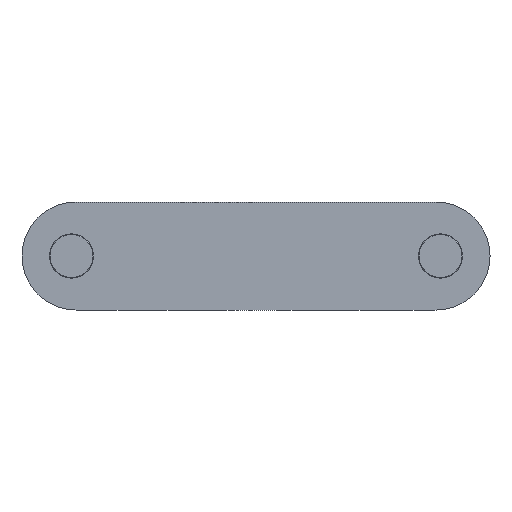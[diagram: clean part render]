
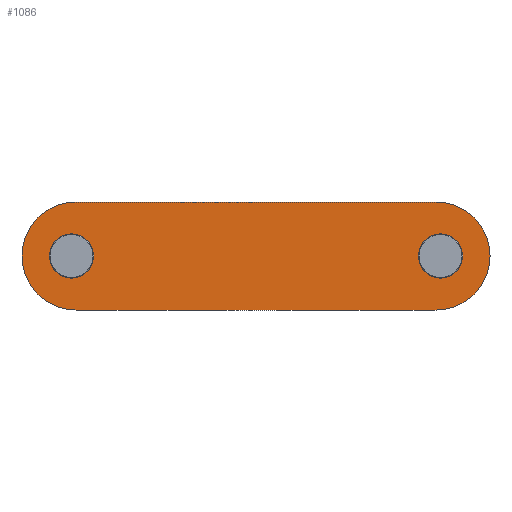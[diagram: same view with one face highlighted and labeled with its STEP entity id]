
A CAD part, front view. The second image highlights one B-rep face of the part: STEP entity #1086.
In plain terms, the highlighted planar face has unit normal (0, -1, 0).
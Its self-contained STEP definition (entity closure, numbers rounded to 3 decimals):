
#58=FACE_BOUND('',#208,.T.);
#59=FACE_BOUND('',#209,.T.);
#88=PLANE('',#1227);
#141=FACE_OUTER_BOUND('',#207,.T.);
#207=EDGE_LOOP('',(#932,#933,#934,#935));
#208=EDGE_LOOP('',(#936,#937));
#209=EDGE_LOOP('',(#938,#939));
#265=LINE('',#1866,#327);
#274=LINE('',#1884,#336);
#327=VECTOR('',#1502,10.);
#336=VECTOR('',#1517,10.);
#382=CIRCLE('',#1188,2.459);
#383=CIRCLE('',#1189,2.459);
#384=CIRCLE('',#1191,2.459);
#385=CIRCLE('',#1192,2.459);
#402=CIRCLE('',#1221,6.);
#404=CIRCLE('',#1226,6.);
#472=VERTEX_POINT('',#1761);
#473=VERTEX_POINT('',#1762);
#474=VERTEX_POINT('',#1767);
#475=VERTEX_POINT('',#1768);
#504=VERTEX_POINT('',#1863);
#505=VERTEX_POINT('',#1865);
#508=VERTEX_POINT('',#1874);
#511=VERTEX_POINT('',#1883);
#602=EDGE_CURVE('',#472,#473,#382,.T.);
#603=EDGE_CURVE('',#473,#472,#383,.T.);
#605=EDGE_CURVE('',#474,#475,#384,.T.);
#606=EDGE_CURVE('',#475,#474,#385,.T.);
#645=EDGE_CURVE('',#505,#504,#265,.T.);
#650=EDGE_CURVE('',#505,#508,#402,.T.);
#655=EDGE_CURVE('',#511,#508,#274,.T.);
#658=EDGE_CURVE('',#511,#504,#404,.T.);
#932=ORIENTED_EDGE('',*,*,#650,.F.);
#933=ORIENTED_EDGE('',*,*,#645,.T.);
#934=ORIENTED_EDGE('',*,*,#658,.F.);
#935=ORIENTED_EDGE('',*,*,#655,.T.);
#936=ORIENTED_EDGE('',*,*,#602,.T.);
#937=ORIENTED_EDGE('',*,*,#603,.T.);
#938=ORIENTED_EDGE('',*,*,#605,.T.);
#939=ORIENTED_EDGE('',*,*,#606,.T.);
#1086=ADVANCED_FACE('',(#141,#58,#59),#88,.T.);
#1188=AXIS2_PLACEMENT_3D('',#1763,#1423,#1424);
#1189=AXIS2_PLACEMENT_3D('',#1764,#1425,#1426);
#1191=AXIS2_PLACEMENT_3D('',#1769,#1430,#1431);
#1192=AXIS2_PLACEMENT_3D('',#1770,#1432,#1433);
#1221=AXIS2_PLACEMENT_3D('',#1875,#1509,#1510);
#1226=AXIS2_PLACEMENT_3D('',#1889,#1525,#1526);
#1227=AXIS2_PLACEMENT_3D('',#1890,#1527,#1528);
#1423=DIRECTION('center_axis',(0.,1.,0.));
#1424=DIRECTION('ref_axis',(1.,0.,0.));
#1425=DIRECTION('center_axis',(0.,1.,0.));
#1426=DIRECTION('ref_axis',(1.,0.,0.));
#1430=DIRECTION('center_axis',(0.,1.,0.));
#1431=DIRECTION('ref_axis',(1.,0.,0.));
#1432=DIRECTION('center_axis',(0.,1.,0.));
#1433=DIRECTION('ref_axis',(1.,0.,0.));
#1502=DIRECTION('',(1.,0.,0.));
#1509=DIRECTION('center_axis',(0.,1.,0.));
#1510=DIRECTION('ref_axis',(-0.707,0.,0.707));
#1517=DIRECTION('',(-1.,0.,0.));
#1525=DIRECTION('center_axis',(0.,1.,0.));
#1526=DIRECTION('ref_axis',(0.707,0.,0.707));
#1527=DIRECTION('center_axis',(0.,-1.,0.));
#1528=DIRECTION('ref_axis',(0.,0.,-1.));
#1761=CARTESIAN_POINT('',(22.959,-10.,0.));
#1762=CARTESIAN_POINT('',(18.042,-10.,0.));
#1763=CARTESIAN_POINT('Origin',(20.5,-10.,0.));
#1764=CARTESIAN_POINT('Origin',(20.5,-10.,0.));
#1767=CARTESIAN_POINT('',(-18.042,-10.,0.));
#1768=CARTESIAN_POINT('',(-22.959,-10.,0.));
#1769=CARTESIAN_POINT('Origin',(-20.5,-10.,0.));
#1770=CARTESIAN_POINT('Origin',(-20.5,-10.,0.));
#1863=CARTESIAN_POINT('',(20.,-10.,-6.));
#1865=CARTESIAN_POINT('',(-20.,-10.,-6.));
#1866=CARTESIAN_POINT('',(-26.,-10.,-6.));
#1874=CARTESIAN_POINT('',(-20.,-10.,6.));
#1875=CARTESIAN_POINT('Origin',(-20.,-10.,0.));
#1883=CARTESIAN_POINT('',(20.,-10.,6.));
#1884=CARTESIAN_POINT('',(-26.,-10.,6.));
#1889=CARTESIAN_POINT('Origin',(20.,-10.,0.));
#1890=CARTESIAN_POINT('Origin',(0.,-10.,0.));
